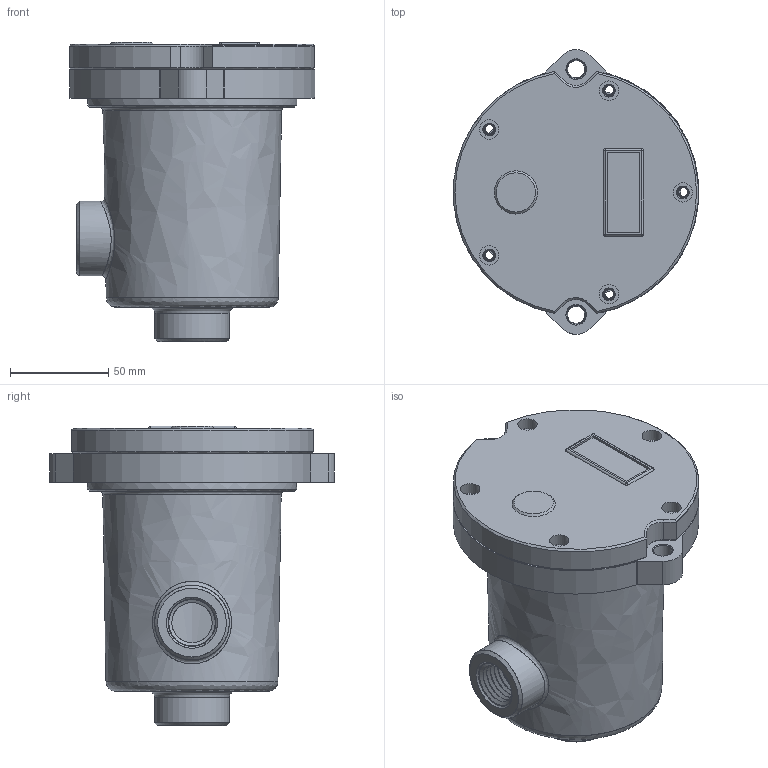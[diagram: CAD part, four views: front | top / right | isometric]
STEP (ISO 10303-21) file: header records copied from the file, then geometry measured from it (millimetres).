
FILE_DESCRIPTION(('STEP AP203'),'2;1');
FILE_NAME('AFR60.stp','2016-05-09T11:10:24',(''),(''),'2012.1.115','THINKDESIGN','');
FILE_SCHEMA(('CONFIG_CONTROL_DESIGN'));
Length unit declared in the file: millimetre
Bounding box: 124.77 x 144.93 x 152.5 mm (x, y, z)
Volume: 108510 mm3; surface area: 142768.3 mm2
Topology: 12 solids, 12 shells, 648 faces, 2367 edges, 1819 vertices
Faces by surface type: bspline 384, cylinder 182, plane 82
Full cylindrical faces by diameter (mm): 5 x55, 5.197 x11, 6.5 x5, 17 x1, 24 x8, 28 x1, 30 x1, 38 x2, 40 x1, 78 x1, 83 x1, 106.5 x1
Entity records: 42386 total; most frequent: CARTESIAN_POINT 28275, DIRECTION 2702, ORIENTED_EDGE 1710, COMPOSITE_CURVE_SEGMENT 1506, AXIS2_PLACEMENT_3D 970, EDGE_CURVE 855, VECTOR 762, LINE 762
